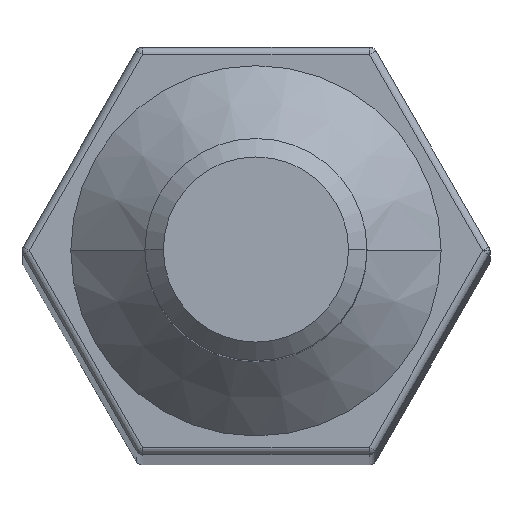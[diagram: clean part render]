
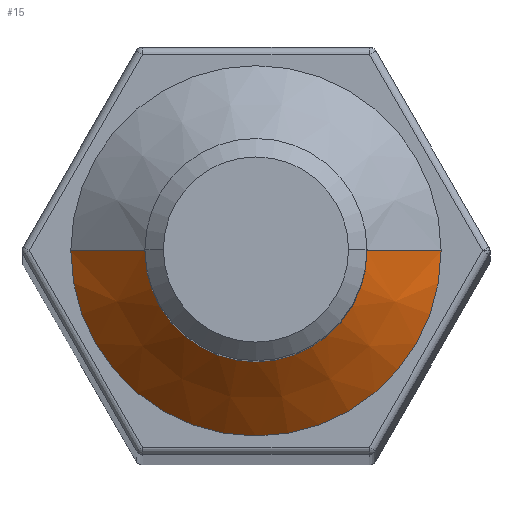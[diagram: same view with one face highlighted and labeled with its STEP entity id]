
A CAD part, top view. The second image highlights one B-rep face of the part: STEP entity #15.
In plain terms, the highlighted conical face has half-angle 45 degrees and reference radius 1.5 mm.
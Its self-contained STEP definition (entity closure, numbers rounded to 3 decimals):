
#15 = ADVANCED_FACE ( 'NONE', ( #1303 ), #1239, .T. ) ;
#34 = EDGE_CURVE ( 'NONE', #784, #1148, #1036, .T. ) ;
#55 = EDGE_CURVE ( 'NONE', #470, #1181, #977, .T. ) ;
#56 = DIRECTION ( 'NONE',  ( -0.707, 0., -0.707 ) ) ;
#181 = DIRECTION ( 'NONE',  ( -1., 0., 0. ) ) ;
#225 = VECTOR ( 'NONE', #936, 1000. ) ;
#251 = EDGE_CURVE ( 'NONE', #470, #784, #364, .T. ) ;
#283 = EDGE_CURVE ( 'NONE', #1181, #1148, #478, .T. ) ;
#322 = CARTESIAN_POINT ( 'NONE',  ( -2.5, 0., 0. ) ) ;
#357 = AXIS2_PLACEMENT_3D ( 'NONE', #953, #1055, #181 ) ;
#364 = LINE ( 'NONE', #525, #225 ) ;
#410 = VECTOR ( 'NONE', #56, 1000. ) ;
#470 = VERTEX_POINT ( 'NONE', #1430 ) ;
#471 = ORIENTED_EDGE ( 'NONE', *, *, #251, .F. ) ;
#478 = LINE ( 'NONE', #1362, #410 ) ;
#504 = ORIENTED_EDGE ( 'NONE', *, *, #55, .T. ) ;
#525 = CARTESIAN_POINT ( 'NONE',  ( 1.5, 0., 1. ) ) ;
#528 = ORIENTED_EDGE ( 'NONE', *, *, #283, .T. ) ;
#566 = CARTESIAN_POINT ( 'NONE',  ( 0., 0., 1. ) ) ;
#572 = ORIENTED_EDGE ( 'NONE', *, *, #34, .F. ) ;
#645 = CARTESIAN_POINT ( 'NONE',  ( 0., 0., 0. ) ) ;
#655 = DIRECTION ( 'NONE',  ( -1., 0., 0. ) ) ;
#763 = DIRECTION ( 'NONE',  ( -1., 0., 0. ) ) ;
#784 = VERTEX_POINT ( 'NONE', #1361 ) ;
#877 = CARTESIAN_POINT ( 'NONE',  ( -1.5, 0., 1. ) ) ;
#936 = DIRECTION ( 'NONE',  ( 0.707, 0., -0.707 ) ) ;
#953 = CARTESIAN_POINT ( 'NONE',  ( 0., 0., 1. ) ) ;
#965 = EDGE_LOOP ( 'NONE', ( #471, #504, #528, #572 ) ) ;
#977 = CIRCLE ( 'NONE', #1279, 1.5 ) ;
#1036 = CIRCLE ( 'NONE', #1402, 2.5 ) ;
#1055 = DIRECTION ( 'NONE',  ( 0., 0., -1. ) ) ;
#1148 = VERTEX_POINT ( 'NONE', #322 ) ;
#1181 = VERTEX_POINT ( 'NONE', #877 ) ;
#1239 = CONICAL_SURFACE ( 'NONE', #357, 1.5, 0.785 ) ;
#1279 = AXIS2_PLACEMENT_3D ( 'NONE', #566, #1295, #655 ) ;
#1295 = DIRECTION ( 'NONE',  ( 0., 0., -1. ) ) ;
#1303 = FACE_OUTER_BOUND ( 'NONE', #965, .T. ) ;
#1361 = CARTESIAN_POINT ( 'NONE',  ( 2.5, 0., 0. ) ) ;
#1362 = CARTESIAN_POINT ( 'NONE',  ( -1.5, 0., 1. ) ) ;
#1388 = DIRECTION ( 'NONE',  ( 0., 0., -1. ) ) ;
#1402 = AXIS2_PLACEMENT_3D ( 'NONE', #645, #1388, #763 ) ;
#1430 = CARTESIAN_POINT ( 'NONE',  ( 1.5, 0., 1. ) ) ;
